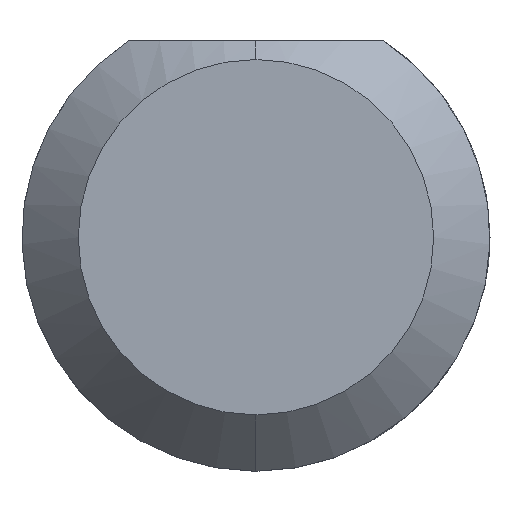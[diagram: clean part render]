
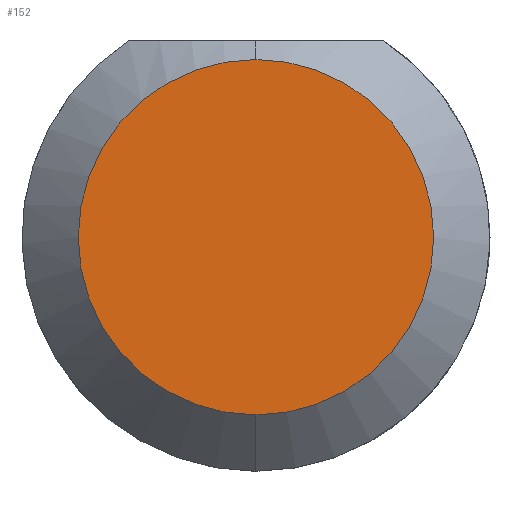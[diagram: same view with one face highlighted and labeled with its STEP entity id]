
A CAD part, left-side view. The second image highlights one B-rep face of the part: STEP entity #152.
In plain terms, the highlighted planar face has unit normal (-1, 0, 0).
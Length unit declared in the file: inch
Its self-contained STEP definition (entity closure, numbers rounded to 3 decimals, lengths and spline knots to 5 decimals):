
#2 = CIRCLE ( 'NONE', #38, 0.04735 ) ;
#16 = DIRECTION ( 'NONE',  ( -1., 0., 0. ) ) ;
#38 = AXIS2_PLACEMENT_3D ( 'NONE', #376, #16, #332 ) ;
#45 = DIRECTION ( 'NONE',  ( 0., 0., 1. ) ) ;
#51 = EDGE_CURVE ( 'NONE', #585, #511, #2, .T. ) ;
#90 = CARTESIAN_POINT ( 'NONE',  ( 0., 0., 0.04735 ) ) ;
#152 = ADVANCED_FACE ( 'NONE', ( #405 ), #593, .F. ) ;
#183 = AXIS2_PLACEMENT_3D ( 'NONE', #659, #403, #45 ) ;
#197 = AXIS2_PLACEMENT_3D ( 'NONE', #643, #369, #538 ) ;
#304 = ORIENTED_EDGE ( 'NONE', *, *, #358, .T. ) ;
#307 = CARTESIAN_POINT ( 'NONE',  ( 0., 0., -0.04735 ) ) ;
#332 = DIRECTION ( 'NONE',  ( 0., 0., 1. ) ) ;
#340 = EDGE_LOOP ( 'NONE', ( #457, #304 ) ) ;
#358 = EDGE_CURVE ( 'NONE', #511, #585, #586, .T. ) ;
#369 = DIRECTION ( 'NONE',  ( 1., 0., 0. ) ) ;
#376 = CARTESIAN_POINT ( 'NONE',  ( 0., 0., 0. ) ) ;
#403 = DIRECTION ( 'NONE',  ( -1., 0., 0. ) ) ;
#405 = FACE_OUTER_BOUND ( 'NONE', #340, .T. ) ;
#457 = ORIENTED_EDGE ( 'NONE', *, *, #51, .T. ) ;
#511 = VERTEX_POINT ( 'NONE', #90 ) ;
#538 = DIRECTION ( 'NONE',  ( 0., 0., -1. ) ) ;
#585 = VERTEX_POINT ( 'NONE', #307 ) ;
#586 = CIRCLE ( 'NONE', #183, 0.04735 ) ;
#593 = PLANE ( 'NONE',  #197 ) ;
#643 = CARTESIAN_POINT ( 'NONE',  ( 0., 0., 0. ) ) ;
#659 = CARTESIAN_POINT ( 'NONE',  ( 0., 0., 0. ) ) ;
